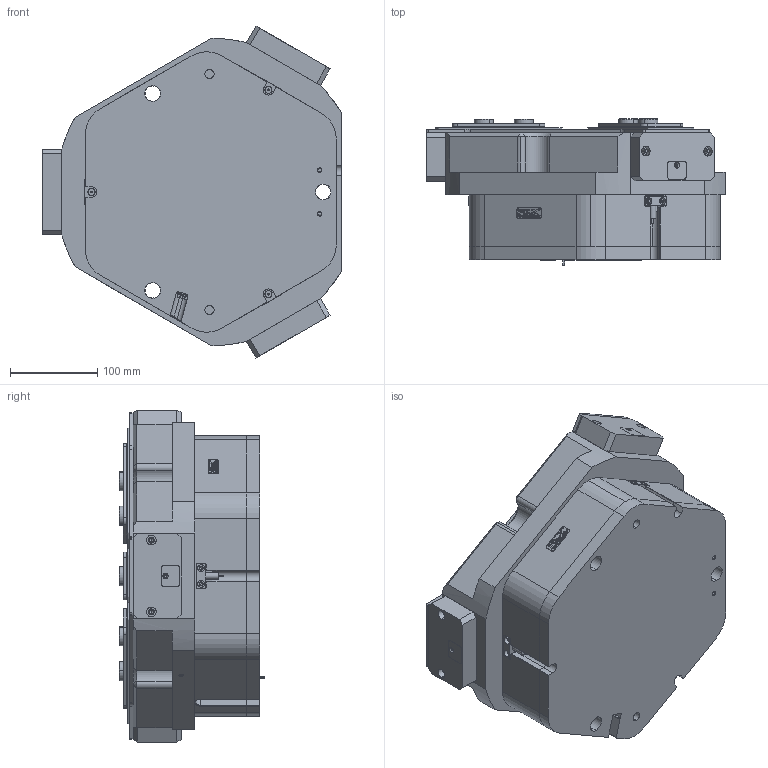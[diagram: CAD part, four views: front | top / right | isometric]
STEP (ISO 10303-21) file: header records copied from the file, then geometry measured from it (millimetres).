
FILE_DESCRIPTION (( 'STEP AP203' ), '1' );
FILE_NAME ('FZ220-352-S-P.STEP', '2024-12-20T07:29:34', ( 'USER-' ), ( 'Microsoft' ), 'SwSTEP 2.0', 'SolidWorks 2018', '' );
FILE_SCHEMA (( 'CONFIG_CONTROL_DESIGN' ));
Length unit declared in the file: millimetre
Products named in the file (19): TZT220-352-M-12 耜猾极; 电容传感器-S; TZT220-352-M-01 褲极; 昹親棠覜羲壽; 32x12-R2; TZT220-352-S-14 忒硌薊啣; TZT220-352-S; TZT220-352-M-11 奻葡裔啣; 埴翐芛_GB_FASTENER_SCREWS_HSHCS M2X8-N; TZT220-352-S-C65; TR300-15-1晚假蚾輸-S-1; FZ220-352-S-P; ﾏ擎ﾗ22｡ﾁ18｡ﾁ20; 湮酴-S; TZT185-292-M-15 耜猾苤裔; TZT220-352-M-05 菁裔啣-S-1; TZT220-352-M-02 賑輸-S-1; 錨璃18^TZT220-352-S; TZT220-352-S-13 痄雄結啣
Assembly tree (44 placements, depth 4):
  FZ220-352-S-P
    TZT220-352-S-C65
      TZT220-352-S
        TZT220-352-M-02 賑輸-S-1  x3
        TZT220-352-M-05 菁裔啣-S-1
        TR300-15-1晚假蚾輸-S-1  x3
        TZT220-352-M-01 褲极
        电容传感器-S  x3
        湮酴-S  x3
        埴翐芛_GB_FASTENER_SCREWS_HSHCS M2X8-N  x6
        32x12-R2
        昹親棠覜羲壽  x2
    TZT220-352-M-11 奻葡裔啣
    TZT220-352-S-13 痄雄結啣  x3
    TZT220-352-S-14 忒硌薊啣  x3
    TZT220-352-M-12 耜猾极  x3
    TZT185-292-M-15 耜猾苤裔  x3
    ﾏ擎ﾗ22｡ﾁ18｡ﾁ20  x6
  錨璃18^TZT220-352-S
Bounding box: 342 x 166.87 x 379.82 mm (x, y, z)
Volume: 11044540.9 mm3; surface area: 1009858.4 mm2
Topology: 51 solids, 55 shells, 2407 faces, 6118 edges, 3864 vertices
Faces by surface type: plane 1167, cylinder 721, cone 350, bspline 157, torus 12
Entity records: 56836 total; most frequent: CARTESIAN_POINT 15351, ORIENTED_EDGE 8156, DIRECTION 7808, EDGE_CURVE 4078, VERTEX_POINT 2621, LINE 2614, VECTOR 2614, AXIS2_PLACEMENT_3D 2597
